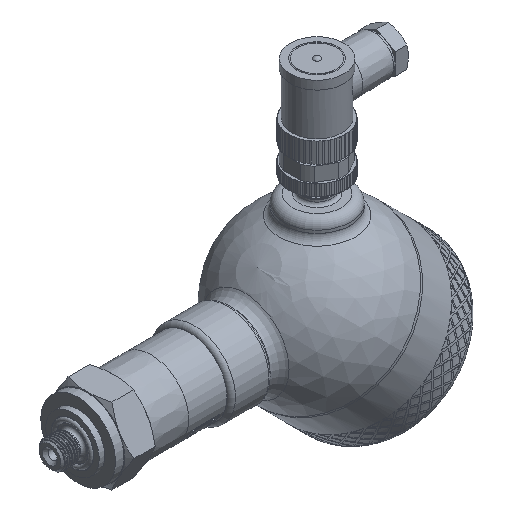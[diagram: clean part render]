
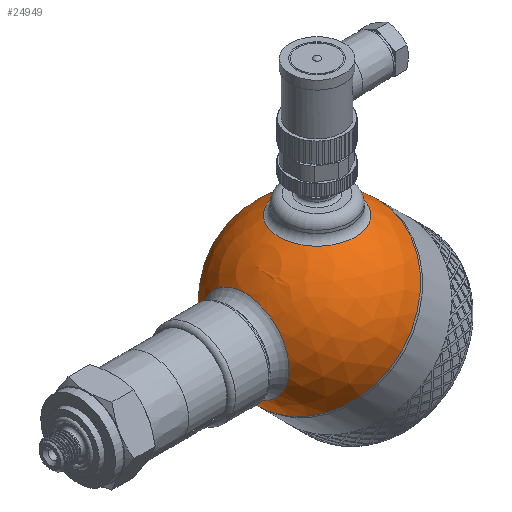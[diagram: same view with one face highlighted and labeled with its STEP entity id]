
A CAD part, isometric view. The second image highlights one B-rep face of the part: STEP entity #24949.
In plain terms, the highlighted spherical face has radius 30 mm.
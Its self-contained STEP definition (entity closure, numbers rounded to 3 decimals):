
#36=SPHERICAL_SURFACE('',#26481,30.);
#1003=FACE_BOUND('',#3396,.T.);
#1004=FACE_BOUND('',#3397,.T.);
#1764=FACE_OUTER_BOUND('',#3395,.T.);
#3395=EDGE_LOOP('',(#17923,#17924,#17925,#17926));
#3396=EDGE_LOOP('',(#17927));
#3397=EDGE_LOOP('',(#17928));
#4898=CIRCLE('',#26403,30.);
#4899=CIRCLE('',#26404,30.);
#4926=CIRCLE('',#26477,13.5);
#4929=CIRCLE('',#26482,30.);
#4930=CIRCLE('',#26483,15.643);
#9546=VERTEX_POINT('',#35203);
#9547=VERTEX_POINT('',#35205);
#10046=VERTEX_POINT('',#41592);
#10048=VERTEX_POINT('',#41599);
#10049=VERTEX_POINT('',#41601);
#12242=EDGE_CURVE('',#9546,#9547,#4898,.T.);
#12243=EDGE_CURVE('',#9547,#9546,#4899,.T.);
#12994=EDGE_CURVE('',#10046,#10046,#4926,.T.);
#12997=EDGE_CURVE('',#9547,#10048,#4929,.T.);
#12998=EDGE_CURVE('',#10049,#10049,#4930,.T.);
#17923=ORIENTED_EDGE('',*,*,#12243,.F.);
#17924=ORIENTED_EDGE('',*,*,#12997,.T.);
#17925=ORIENTED_EDGE('',*,*,#12997,.F.);
#17926=ORIENTED_EDGE('',*,*,#12242,.F.);
#17927=ORIENTED_EDGE('',*,*,#12998,.F.);
#17928=ORIENTED_EDGE('',*,*,#12994,.F.);
#24949=ADVANCED_FACE('',(#1764,#1003,#1004),#36,.T.);
#26403=AXIS2_PLACEMENT_3D('',#35206,#28082,#28083);
#26404=AXIS2_PLACEMENT_3D('',#35207,#28084,#28085);
#26477=AXIS2_PLACEMENT_3D('',#41593,#28494,#28495);
#26481=AXIS2_PLACEMENT_3D('',#41598,#28502,#28503);
#26482=AXIS2_PLACEMENT_3D('',#41600,#28504,#28505);
#26483=AXIS2_PLACEMENT_3D('',#41602,#28506,#28507);
#28082=DIRECTION('center_axis',(1.,0.,0.));
#28083=DIRECTION('ref_axis',(0.,1.,0.));
#28084=DIRECTION('center_axis',(1.,0.,0.));
#28085=DIRECTION('ref_axis',(0.,1.,0.));
#28494=DIRECTION('center_axis',(-0.707,0.,-0.707));
#28495=DIRECTION('ref_axis',(-0.707,0.,0.707));
#28502=DIRECTION('center_axis',(1.,0.,0.));
#28503=DIRECTION('ref_axis',(0.,-1.,0.));
#28504=DIRECTION('center_axis',(0.,0.,1.));
#28505=DIRECTION('ref_axis',(0.,1.,0.));
#28506=DIRECTION('center_axis',(-0.707,0.,0.707));
#28507=DIRECTION('ref_axis',(0.707,0.,0.707));
#35203=CARTESIAN_POINT('',(0.,-30.,0.));
#35205=CARTESIAN_POINT('',(0.,30.,0.));
#35206=CARTESIAN_POINT('Origin',(0.,0.,0.));
#35207=CARTESIAN_POINT('Origin',(0.,0.,0.));
#41592=CARTESIAN_POINT('',(-9.398,0.,-28.49));
#41593=CARTESIAN_POINT('Origin',(-18.944,0.,-18.944));
#41598=CARTESIAN_POINT('Origin',(0.,0.,0.));
#41599=CARTESIAN_POINT('',(-30.,0.,0.));
#41600=CARTESIAN_POINT('Origin',(0.,0.,0.));
#41601=CARTESIAN_POINT('',(-29.162,0.,7.04));
#41602=CARTESIAN_POINT('Origin',(-18.101,0.,18.101));
